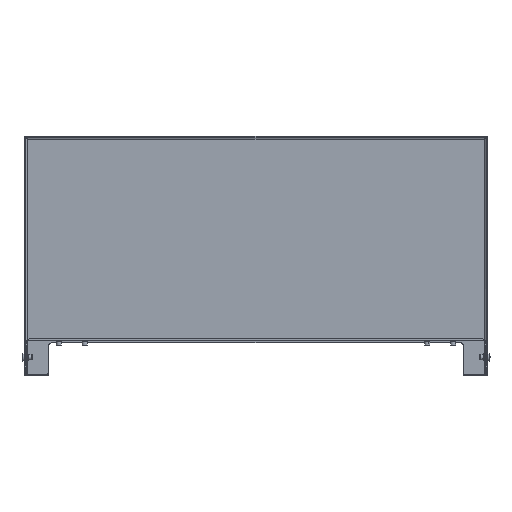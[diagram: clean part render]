
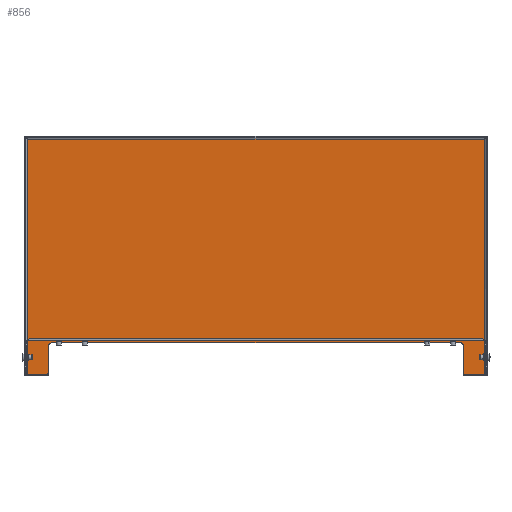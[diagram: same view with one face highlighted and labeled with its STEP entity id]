
A CAD part, front view. The second image highlights one B-rep face of the part: STEP entity #856.
In plain terms, the highlighted planar face has unit normal (0, -0.999, -0.052).
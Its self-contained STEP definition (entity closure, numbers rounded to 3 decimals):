
#760=AXIS2_PLACEMENT_3D('Plane Axis2P3D',#757,#758,#759) ;
#512=CARTESIAN_POINT('Vertex',(628.762,322.624,321.98)) ;
#515=CARTESIAN_POINT('Line Origine',(628.762,330.997,162.199)) ;
#519=CARTESIAN_POINT('Vertex',(628.762,339.502,-0.079)) ;
#740=CARTESIAN_POINT('Vertex',(7.762,322.624,321.98)) ;
#743=CARTESIAN_POINT('Line Origine',(318.262,322.624,321.98)) ;
#757=CARTESIAN_POINT('Axis2P3D Location',(318.262,330.997,162.199)) ;
#763=CARTESIAN_POINT('Control Point',(595.762,337.147,44.86)) ;
#764=CARTESIAN_POINT('Control Point',(597.333,337.147,44.86)) ;
#765=CARTESIAN_POINT('Control Point',(598.905,337.179,44.246)) ;
#766=CARTESIAN_POINT('Control Point',(600.147,337.244,43.005)) ;
#767=CARTESIAN_POINT('Control Point',(600.762,337.326,41.435)) ;
#768=CARTESIAN_POINT('Control Point',(600.762,337.409,39.867)) ;
#769=CARTESIAN_POINT('Vertex',(595.762,337.147,44.86)) ;
#771=CARTESIAN_POINT('Vertex',(600.762,337.409,39.867)) ;
#774=CARTESIAN_POINT('Line Origine',(600.762,330.997,162.199)) ;
#778=CARTESIAN_POINT('Vertex',(600.762,339.24,4.915)) ;
#782=CARTESIAN_POINT('Control Point',(605.762,339.502,-0.079)) ;
#783=CARTESIAN_POINT('Control Point',(604.191,339.502,-0.079)) ;
#784=CARTESIAN_POINT('Control Point',(602.619,339.47,0.536)) ;
#785=CARTESIAN_POINT('Control Point',(601.377,339.405,1.776)) ;
#786=CARTESIAN_POINT('Control Point',(600.762,339.323,3.346)) ;
#787=CARTESIAN_POINT('Control Point',(600.762,339.24,4.915)) ;
#788=CARTESIAN_POINT('Vertex',(605.762,339.502,-0.079)) ;
#791=CARTESIAN_POINT('Line Origine',(318.262,339.502,-0.079)) ;
#796=CARTESIAN_POINT('Line Origine',(7.762,330.997,162.199)) ;
#800=CARTESIAN_POINT('Vertex',(7.762,339.502,-0.079)) ;
#803=CARTESIAN_POINT('Line Origine',(318.262,339.502,-0.079)) ;
#807=CARTESIAN_POINT('Vertex',(30.762,339.502,-0.079)) ;
#811=CARTESIAN_POINT('Control Point',(35.762,339.24,4.915)) ;
#812=CARTESIAN_POINT('Control Point',(35.762,339.323,3.346)) ;
#813=CARTESIAN_POINT('Control Point',(35.147,339.405,1.776)) ;
#814=CARTESIAN_POINT('Control Point',(33.905,339.47,0.536)) ;
#815=CARTESIAN_POINT('Control Point',(32.333,339.502,-0.079)) ;
#816=CARTESIAN_POINT('Control Point',(30.762,339.502,-0.079)) ;
#817=CARTESIAN_POINT('Vertex',(35.762,339.24,4.915)) ;
#820=CARTESIAN_POINT('Line Origine',(35.762,330.997,162.199)) ;
#824=CARTESIAN_POINT('Vertex',(35.762,337.409,39.867)) ;
#828=CARTESIAN_POINT('Control Point',(35.762,337.409,39.867)) ;
#829=CARTESIAN_POINT('Control Point',(35.762,337.326,41.435)) ;
#830=CARTESIAN_POINT('Control Point',(36.377,337.244,43.005)) ;
#831=CARTESIAN_POINT('Control Point',(37.619,337.179,44.246)) ;
#832=CARTESIAN_POINT('Control Point',(39.191,337.147,44.86)) ;
#833=CARTESIAN_POINT('Control Point',(40.762,337.147,44.86)) ;
#834=CARTESIAN_POINT('Vertex',(40.762,337.147,44.86)) ;
#837=CARTESIAN_POINT('Line Origine',(318.262,337.147,44.86)) ;
#516=DIRECTION('Vector Direction',(0.,0.052,-0.999)) ;
#744=DIRECTION('Vector Direction',(1.,0.,0.)) ;
#758=DIRECTION('Axis2P3D Direction',(0.,0.999,0.052)) ;
#759=DIRECTION('Axis2P3D XDirection',(1.,0.,0.)) ;
#775=DIRECTION('Vector Direction',(0.,0.052,-0.999)) ;
#792=DIRECTION('Vector Direction',(1.,0.,0.)) ;
#797=DIRECTION('Vector Direction',(0.,0.052,-0.999)) ;
#804=DIRECTION('Vector Direction',(1.,0.,0.)) ;
#821=DIRECTION('Vector Direction',(0.,0.052,-0.999)) ;
#838=DIRECTION('Vector Direction',(1.,0.,0.)) ;
#517=VECTOR('Line Direction',#516,1.) ;
#745=VECTOR('Line Direction',#744,1.) ;
#776=VECTOR('Line Direction',#775,1.) ;
#793=VECTOR('Line Direction',#792,1.) ;
#798=VECTOR('Line Direction',#797,1.) ;
#805=VECTOR('Line Direction',#804,1.) ;
#822=VECTOR('Line Direction',#821,1.) ;
#839=VECTOR('Line Direction',#838,1.) ;
#843=ORIENTED_EDGE('',*,*,#773,.T.) ;
#844=ORIENTED_EDGE('',*,*,#780,.F.) ;
#845=ORIENTED_EDGE('',*,*,#790,.F.) ;
#846=ORIENTED_EDGE('',*,*,#795,.T.) ;
#847=ORIENTED_EDGE('',*,*,#521,.F.) ;
#848=ORIENTED_EDGE('',*,*,#747,.F.) ;
#849=ORIENTED_EDGE('',*,*,#802,.F.) ;
#850=ORIENTED_EDGE('',*,*,#809,.T.) ;
#851=ORIENTED_EDGE('',*,*,#819,.F.) ;
#852=ORIENTED_EDGE('',*,*,#826,.T.) ;
#853=ORIENTED_EDGE('',*,*,#836,.T.) ;
#854=ORIENTED_EDGE('',*,*,#841,.T.) ;
#856=ADVANCED_FACE('SUN COVER',(#855),#761,.F.) ;
#762=B_SPLINE_CURVE_WITH_KNOTS('',5,(#763,#764,#765,#766,#767,#768),.UNSPECIFIED.,.F.,.U.,(6,6),(23.562,31.416),.UNSPECIFIED.) ;
#781=B_SPLINE_CURVE_WITH_KNOTS('',5,(#782,#783,#784,#785,#786,#787),.UNSPECIFIED.,.F.,.U.,(6,6),(7.854,15.708),.UNSPECIFIED.) ;
#810=B_SPLINE_CURVE_WITH_KNOTS('',5,(#811,#812,#813,#814,#815,#816),.UNSPECIFIED.,.F.,.U.,(6,6),(0.,7.854),.UNSPECIFIED.) ;
#827=B_SPLINE_CURVE_WITH_KNOTS('',5,(#828,#829,#830,#831,#832,#833),.UNSPECIFIED.,.F.,.U.,(6,6),(15.708,23.562),.UNSPECIFIED.) ;
#521=EDGE_CURVE('',#513,#520,#518,.T.) ;
#747=EDGE_CURVE('',#741,#513,#746,.T.) ;
#773=EDGE_CURVE('',#770,#772,#762,.T.) ;
#780=EDGE_CURVE('',#779,#772,#777,.F.) ;
#790=EDGE_CURVE('',#789,#779,#781,.T.) ;
#795=EDGE_CURVE('',#789,#520,#794,.T.) ;
#802=EDGE_CURVE('',#801,#741,#799,.F.) ;
#809=EDGE_CURVE('',#801,#808,#806,.T.) ;
#819=EDGE_CURVE('',#818,#808,#810,.T.) ;
#826=EDGE_CURVE('',#818,#825,#823,.F.) ;
#836=EDGE_CURVE('',#825,#835,#827,.T.) ;
#841=EDGE_CURVE('',#835,#770,#840,.T.) ;
#842=EDGE_LOOP('',(#843,#844,#845,#846,#847,#848,#849,#850,#851,#852,#853,#854)) ;
#855=FACE_OUTER_BOUND('',#842,.T.) ;
#518=LINE('Line',#515,#517) ;
#746=LINE('Line',#743,#745) ;
#777=LINE('Line',#774,#776) ;
#794=LINE('Line',#791,#793) ;
#799=LINE('Line',#796,#798) ;
#806=LINE('Line',#803,#805) ;
#823=LINE('Line',#820,#822) ;
#840=LINE('Line',#837,#839) ;
#761=PLANE('',#760) ;
#513=VERTEX_POINT('',#512) ;
#520=VERTEX_POINT('',#519) ;
#741=VERTEX_POINT('',#740) ;
#770=VERTEX_POINT('',#769) ;
#772=VERTEX_POINT('',#771) ;
#779=VERTEX_POINT('',#778) ;
#789=VERTEX_POINT('',#788) ;
#801=VERTEX_POINT('',#800) ;
#808=VERTEX_POINT('',#807) ;
#818=VERTEX_POINT('',#817) ;
#825=VERTEX_POINT('',#824) ;
#835=VERTEX_POINT('',#834) ;
